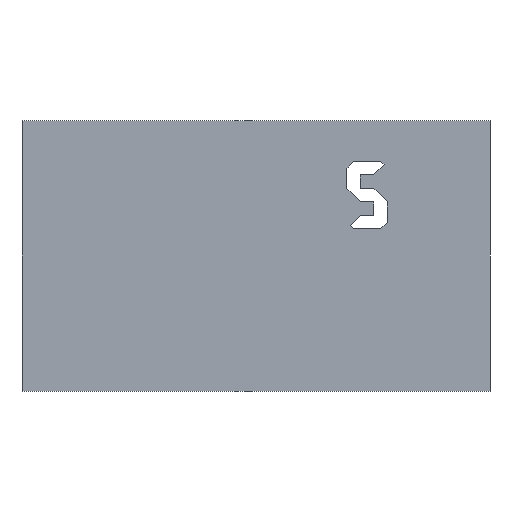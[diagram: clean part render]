
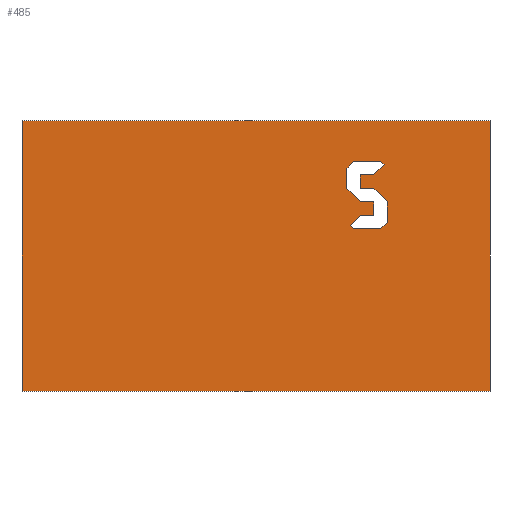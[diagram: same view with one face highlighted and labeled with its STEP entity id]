
A CAD part, front view. The second image highlights one B-rep face of the part: STEP entity #485.
In plain terms, the highlighted planar face has unit normal (0, -1, 0).
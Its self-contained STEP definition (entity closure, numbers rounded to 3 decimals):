
#16=FACE_BOUND('',#63,.T.);
#37=FACE_OUTER_BOUND('',#62,.T.);
#62=EDGE_LOOP('',(#407,#408,#409,#410));
#63=EDGE_LOOP('',(#411,#412,#413,#414,#415,#416,#417,#418,#419,#420,#421,
#422,#423,#424,#425,#426,#427,#428));
#69=LINE('',#651,#135);
#73=LINE('',#658,#139);
#76=LINE('',#664,#142);
#79=LINE('',#670,#145);
#82=LINE('',#676,#148);
#85=LINE('',#682,#151);
#88=LINE('',#688,#154);
#91=LINE('',#694,#157);
#94=LINE('',#700,#160);
#97=LINE('',#706,#163);
#100=LINE('',#712,#166);
#103=LINE('',#718,#169);
#106=LINE('',#724,#172);
#109=LINE('',#730,#175);
#112=LINE('',#736,#178);
#115=LINE('',#742,#181);
#118=LINE('',#748,#184);
#120=LINE('',#751,#186);
#127=LINE('',#766,#193);
#128=LINE('',#769,#194);
#129=LINE('',#771,#195);
#130=LINE('',#772,#196);
#135=VECTOR('',#533,10.);
#139=VECTOR('',#539,10.);
#142=VECTOR('',#544,10.);
#145=VECTOR('',#549,10.);
#148=VECTOR('',#554,10.);
#151=VECTOR('',#559,10.);
#154=VECTOR('',#564,10.);
#157=VECTOR('',#569,10.);
#160=VECTOR('',#574,10.);
#163=VECTOR('',#579,10.);
#166=VECTOR('',#584,10.);
#169=VECTOR('',#589,10.);
#172=VECTOR('',#594,10.);
#175=VECTOR('',#599,10.);
#178=VECTOR('',#604,10.);
#181=VECTOR('',#609,10.);
#184=VECTOR('',#614,10.);
#186=VECTOR('',#618,10.);
#193=VECTOR('',#629,10.);
#194=VECTOR('',#632,10.);
#195=VECTOR('',#633,10.);
#196=VECTOR('',#634,10.);
#201=VERTEX_POINT('',#648);
#202=VERTEX_POINT('',#650);
#204=VERTEX_POINT('',#656);
#206=VERTEX_POINT('',#662);
#208=VERTEX_POINT('',#668);
#210=VERTEX_POINT('',#674);
#212=VERTEX_POINT('',#680);
#214=VERTEX_POINT('',#686);
#216=VERTEX_POINT('',#692);
#218=VERTEX_POINT('',#698);
#220=VERTEX_POINT('',#704);
#222=VERTEX_POINT('',#710);
#224=VERTEX_POINT('',#716);
#226=VERTEX_POINT('',#722);
#228=VERTEX_POINT('',#728);
#230=VERTEX_POINT('',#734);
#232=VERTEX_POINT('',#740);
#234=VERTEX_POINT('',#746);
#239=VERTEX_POINT('',#762);
#240=VERTEX_POINT('',#764);
#241=VERTEX_POINT('',#768);
#242=VERTEX_POINT('',#770);
#245=EDGE_CURVE('',#202,#201,#69,.T.);
#249=EDGE_CURVE('',#201,#204,#73,.T.);
#252=EDGE_CURVE('',#204,#206,#76,.T.);
#255=EDGE_CURVE('',#206,#208,#79,.T.);
#258=EDGE_CURVE('',#208,#210,#82,.T.);
#261=EDGE_CURVE('',#210,#212,#85,.T.);
#264=EDGE_CURVE('',#212,#214,#88,.T.);
#267=EDGE_CURVE('',#214,#216,#91,.T.);
#270=EDGE_CURVE('',#216,#218,#94,.T.);
#273=EDGE_CURVE('',#218,#220,#97,.T.);
#276=EDGE_CURVE('',#220,#222,#100,.T.);
#279=EDGE_CURVE('',#222,#224,#103,.T.);
#282=EDGE_CURVE('',#224,#226,#106,.T.);
#285=EDGE_CURVE('',#226,#228,#109,.T.);
#288=EDGE_CURVE('',#228,#230,#112,.T.);
#291=EDGE_CURVE('',#230,#232,#115,.T.);
#294=EDGE_CURVE('',#232,#234,#118,.T.);
#296=EDGE_CURVE('',#234,#202,#120,.T.);
#303=EDGE_CURVE('',#239,#240,#127,.T.);
#304=EDGE_CURVE('',#239,#241,#128,.T.);
#305=EDGE_CURVE('',#242,#240,#129,.T.);
#306=EDGE_CURVE('',#241,#242,#130,.T.);
#407=ORIENTED_EDGE('',*,*,#304,.F.);
#408=ORIENTED_EDGE('',*,*,#303,.T.);
#409=ORIENTED_EDGE('',*,*,#305,.F.);
#410=ORIENTED_EDGE('',*,*,#306,.F.);
#411=ORIENTED_EDGE('',*,*,#245,.T.);
#412=ORIENTED_EDGE('',*,*,#249,.T.);
#413=ORIENTED_EDGE('',*,*,#252,.T.);
#414=ORIENTED_EDGE('',*,*,#255,.T.);
#415=ORIENTED_EDGE('',*,*,#258,.T.);
#416=ORIENTED_EDGE('',*,*,#261,.T.);
#417=ORIENTED_EDGE('',*,*,#264,.T.);
#418=ORIENTED_EDGE('',*,*,#267,.T.);
#419=ORIENTED_EDGE('',*,*,#270,.T.);
#420=ORIENTED_EDGE('',*,*,#273,.T.);
#421=ORIENTED_EDGE('',*,*,#276,.T.);
#422=ORIENTED_EDGE('',*,*,#279,.T.);
#423=ORIENTED_EDGE('',*,*,#282,.T.);
#424=ORIENTED_EDGE('',*,*,#285,.T.);
#425=ORIENTED_EDGE('',*,*,#288,.T.);
#426=ORIENTED_EDGE('',*,*,#291,.T.);
#427=ORIENTED_EDGE('',*,*,#294,.T.);
#428=ORIENTED_EDGE('',*,*,#296,.T.);
#461=PLANE('',#523);
#485=ADVANCED_FACE('',(#37,#16),#461,.T.);
#523=AXIS2_PLACEMENT_3D('',#767,#630,#631);
#533=DIRECTION('',(0.707,0.,-0.707));
#539=DIRECTION('',(-0.707,0.,-0.707));
#544=DIRECTION('',(-1.,0.,0.));
#549=DIRECTION('',(0.,0.,-1.));
#554=DIRECTION('',(1.,0.,0.));
#559=DIRECTION('',(0.707,0.,-0.707));
#564=DIRECTION('',(0.,0.,-1.));
#569=DIRECTION('',(-0.707,0.,-0.707));
#574=DIRECTION('',(-1.,0.,0.));
#579=DIRECTION('',(-0.707,0.,0.707));
#584=DIRECTION('',(0.707,0.,0.707));
#589=DIRECTION('',(1.,0.,0.));
#594=DIRECTION('',(0.,0.,1.));
#599=DIRECTION('',(-1.,0.,0.));
#604=DIRECTION('',(-0.707,0.,0.707));
#609=DIRECTION('',(0.,0.,1.));
#614=DIRECTION('',(0.707,0.,0.707));
#618=DIRECTION('',(1.,0.,0.));
#629=DIRECTION('',(1.,0.,0.));
#630=DIRECTION('center_axis',(0.,-1.,0.));
#631=DIRECTION('ref_axis',(0.,0.,-1.));
#632=DIRECTION('',(0.,0.,1.));
#633=DIRECTION('',(0.,0.,-1.));
#634=DIRECTION('',(1.,0.,0.));
#648=CARTESIAN_POINT('',(36.15,31.5,27.));
#650=CARTESIAN_POINT('',(35.15,31.5,28.));
#651=CARTESIAN_POINT('',(6.113,31.5,57.037));
#656=CARTESIAN_POINT('',(33.15,31.5,24.));
#658=CARTESIAN_POINT('',(11.113,31.5,1.963));
#662=CARTESIAN_POINT('',(29.15,31.5,24.));
#664=CARTESIAN_POINT('',(-20.925,31.5,24.));
#668=CARTESIAN_POINT('',(29.15,31.5,20.));
#670=CARTESIAN_POINT('',(29.15,31.5,30.));
#674=CARTESIAN_POINT('',(33.15,31.5,20.));
#676=CARTESIAN_POINT('',(-18.925,31.5,20.));
#680=CARTESIAN_POINT('',(37.15,31.5,16.));
#682=CARTESIAN_POINT('',(4.113,31.5,49.037));
#686=CARTESIAN_POINT('',(37.15,31.5,10.));
#688=CARTESIAN_POINT('',(37.15,31.5,25.));
#692=CARTESIAN_POINT('',(35.15,31.5,8.));
#694=CARTESIAN_POINT('',(16.613,31.5,-10.537));
#698=CARTESIAN_POINT('',(27.15,31.5,8.));
#700=CARTESIAN_POINT('',(-21.925,31.5,8.));
#704=CARTESIAN_POINT('',(26.15,31.5,9.));
#706=CARTESIAN_POINT('',(-5.887,31.5,41.037));
#710=CARTESIAN_POINT('',(29.15,31.5,12.));
#712=CARTESIAN_POINT('',(11.113,31.5,-6.037));
#716=CARTESIAN_POINT('',(33.15,31.5,12.));
#718=CARTESIAN_POINT('',(-18.925,31.5,12.));
#722=CARTESIAN_POINT('',(33.15,31.5,16.));
#724=CARTESIAN_POINT('',(33.15,31.5,28.));
#728=CARTESIAN_POINT('',(29.15,31.5,16.));
#730=CARTESIAN_POINT('',(-20.925,31.5,16.));
#734=CARTESIAN_POINT('',(25.15,31.5,20.));
#736=CARTESIAN_POINT('',(-3.887,31.5,49.037));
#740=CARTESIAN_POINT('',(25.15,31.5,26.));
#742=CARTESIAN_POINT('',(25.15,31.5,33.));
#746=CARTESIAN_POINT('',(27.15,31.5,28.));
#748=CARTESIAN_POINT('',(5.613,31.5,6.463));
#751=CARTESIAN_POINT('',(-17.925,31.5,28.));
#762=CARTESIAN_POINT('',(-71.,31.5,-40.));
#764=CARTESIAN_POINT('',(67.5,31.5,-40.));
#766=CARTESIAN_POINT('',(-71.,31.5,-40.));
#767=CARTESIAN_POINT('Origin',(-71.,31.5,40.));
#768=CARTESIAN_POINT('',(-71.,31.5,40.));
#769=CARTESIAN_POINT('',(-71.,31.5,-40.));
#770=CARTESIAN_POINT('',(67.5,31.5,40.));
#771=CARTESIAN_POINT('',(67.5,31.5,-40.));
#772=CARTESIAN_POINT('',(-71.,31.5,40.));
